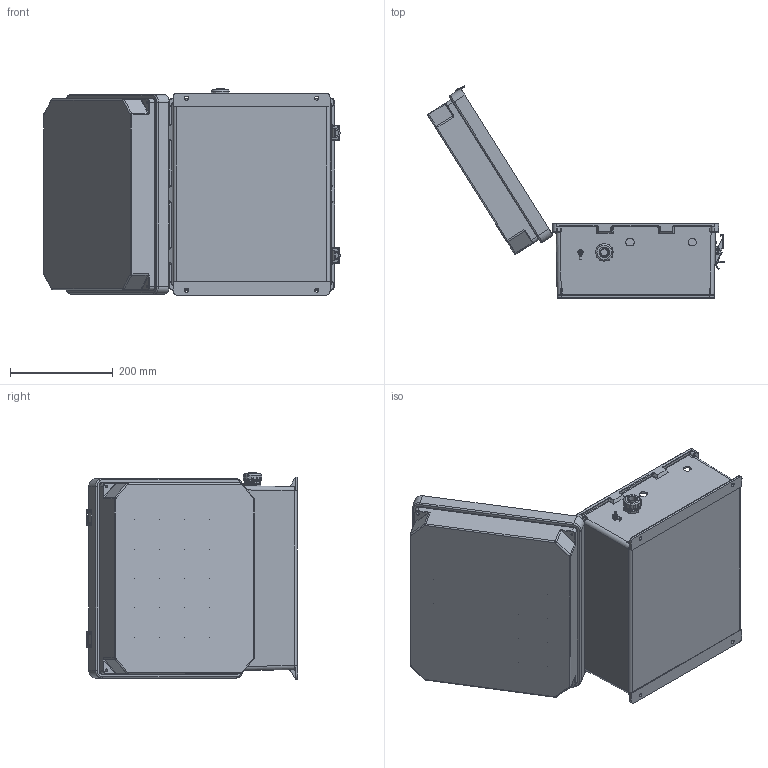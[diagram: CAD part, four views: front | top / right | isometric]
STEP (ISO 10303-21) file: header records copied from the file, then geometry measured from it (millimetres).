
FILE_DESCRIPTION (( 'STEP AP214' ), '1' );
FILE_NAME ('TEF141207-100T-UL.STEP', '2018-11-20T15:06:38', ( '' ), ( '' ), 'SwSTEP 2.0', 'SolidWorks 2017', '' );
FILE_SCHEMA (( 'AUTOMOTIVE_DESIGN' ));
Length unit declared in the file: inch
Products named in the file (21): NB141207-Lid-2; NB141207-Hinge; NB141207-Box; NEMA GroundWire-2; XMH-0007; TEF141207-100T-UL; XF797-02; XFS-0017; 10-32 NEMA PLATE SCREW; XFN-0013; XCTB-0002; XCT-0011; XCT-0010; XF451-01; XFW-0002; XFN-0003; XCT-0005; XFS-0026; XC-0003; NB141207-DoorClasp-2; NB141207-DoorClasp-1
Assembly tree (33 placements, depth 2):
  TEF141207-100T-UL
    NB141207-Box
    NB141207-Hinge  x2
    NB141207-Lid-2
    NB141207-DoorClasp-1  x2
    NB141207-DoorClasp-2  x2
    XC-0003
    XFS-0026
    XCT-0005
    XFN-0003  x2
    XFW-0002
    XF451-01
    XCT-0010
    XCT-0011
    XCTB-0002
    XFN-0013  x2
    10-32 NEMA PLATE SCREW  x4
    XFS-0017  x3
    XF797-02
    XMH-0007  x4
    NEMA GroundWire-2
Bounding box: 578.07 x 413.05 x 402.37 mm (x, y, z)
Volume: 2218816.9 mm3; surface area: 1366422.9 mm2
Topology: 39 solids, 40 shells, 2944 faces, 7387 edges, 4535 vertices
Faces by surface type: plane 1080, cylinder 907, cone 531, torus 219, bspline 183, sphere 24
Full cylindrical faces by diameter (mm): 2.705 x16, 3.15 x4, 3.175 x20, 3.302 x4, 3.556 x9, 3.607 x1, 3.683 x2, 3.934 x1, 3.962 x2, 4.064 x4, 4.177 x4, 4.572 x2, 5.004 x1, 5.182 x1, 5.3 x2, 5.639 x1, 6.35 x4, 6.5 x4, 6.655 x3, 6.667 x3, 7.163 x3, 7.62 x3, 8 x4, 8.928 x4, 9.22 x1, 9.296 x4, 9.525 x1, 10 x4, 11.024 x2, 13.538 x2
Entity records: 78386 total; most frequent: CARTESIAN_POINT 19492, DIRECTION 10297, ORIENTED_EDGE 10206, EDGE_CURVE 5103, AXIS2_PLACEMENT_3D 3908, VERTEX_POINT 3377, EDGE_LOOP 2790, LINE 2481
